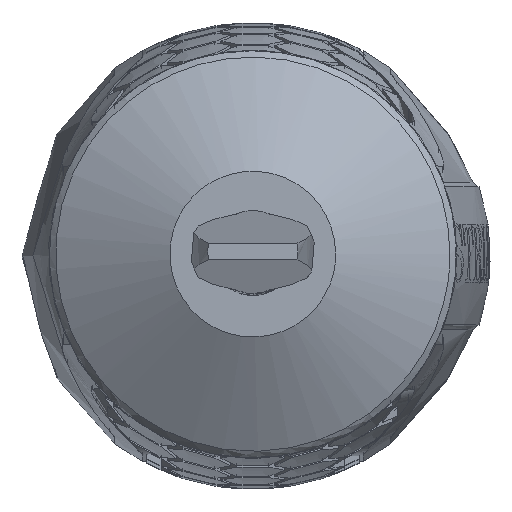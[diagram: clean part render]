
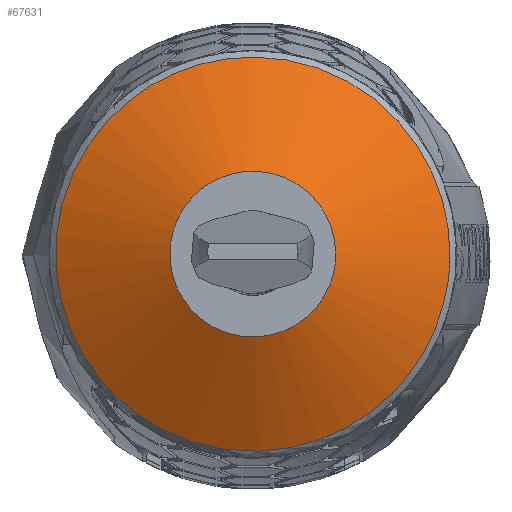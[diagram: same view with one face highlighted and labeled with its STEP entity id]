
A CAD part, top view. The second image highlights one B-rep face of the part: STEP entity #67631.
In plain terms, the highlighted free-form (B-spline) face has degree [2, 1] with [9, 2] control points.
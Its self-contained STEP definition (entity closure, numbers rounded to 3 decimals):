
#67337 = VERTEX_POINT('',#67338);
#67338 = CARTESIAN_POINT('',(-13.927,-15.058,
    -6.603));
#67348 = EDGE_CURVE('',#67349,#67337,#67351,.T.);
#67349 = VERTEX_POINT('',#67350);
#67350 = CARTESIAN_POINT('',(20.511,0.,-6.603));
#67351 = ( BOUNDED_CURVE() B_SPLINE_CURVE(2,(#67352,#67353,#67354,#67355
,#67356),.UNSPECIFIED.,.F.,.F.) B_SPLINE_CURVE_WITH_KNOTS((3,2,3),(0.,
1.983,3.966),.PIECEWISE_BEZIER_KNOTS.) CURVE() 
GEOMETRIC_REPRESENTATION_ITEM() RATIONAL_B_SPLINE_CURVE((1.,
0.547,1.,0.547,1.)) REPRESENTATION_ITEM('') );
#67352 = CARTESIAN_POINT('',(20.511,0.,-6.603));
#67353 = CARTESIAN_POINT('',(20.511,31.355,
    -6.603));
#67354 = CARTESIAN_POINT('',(-8.217,18.793,
    -6.603));
#67355 = CARTESIAN_POINT('',(-36.946,6.232,
    -6.603));
#67356 = CARTESIAN_POINT('',(-13.927,-15.058,
    -6.603));
#67358 = EDGE_CURVE('',#67337,#67349,#67359,.T.);
#67359 = ( BOUNDED_CURVE() B_SPLINE_CURVE(2,(#67360,#67361,#67362),
.UNSPECIFIED.,.F.,.F.) B_SPLINE_CURVE_WITH_KNOTS((3,3),(3.966,
6.283),.PIECEWISE_BEZIER_KNOTS.) CURVE() 
GEOMETRIC_REPRESENTATION_ITEM() RATIONAL_B_SPLINE_CURVE((1.,
0.401,1.)) REPRESENTATION_ITEM('') );
#67360 = CARTESIAN_POINT('',(-13.927,-15.058,
    -6.603));
#67361 = CARTESIAN_POINT('',(20.511,-46.911,
    -6.603));
#67362 = CARTESIAN_POINT('',(20.511,0.,
    -6.603));
#67631 = ADVANCED_FACE('',(#67632),#67654,.T.);
#67632 = FACE_BOUND('',#67633,.T.);
#67633 = EDGE_LOOP('',(#67634,#67635,#67636,#67643,#67653));
#67634 = ORIENTED_EDGE('',*,*,#67348,.T.);
#67635 = ORIENTED_EDGE('',*,*,#67358,.T.);
#67636 = ORIENTED_EDGE('',*,*,#67637,.F.);
#67637 = EDGE_CURVE('',#67638,#67349,#67640,.T.);
#67638 = VERTEX_POINT('',#67639);
#67639 = CARTESIAN_POINT('',(8.626,0.,0.));
#67640 = B_SPLINE_CURVE_WITH_KNOTS('',1,(#67641,#67642),.UNSPECIFIED.,
  .F.,.F.,(2,2),(-10.296,-0.839),
  .PIECEWISE_BEZIER_KNOTS.);
#67641 = CARTESIAN_POINT('',(8.626,0.,
    0.));
#67642 = CARTESIAN_POINT('',(20.511,0.,
    -6.603));
#67643 = ORIENTED_EDGE('',*,*,#67644,.F.);
#67644 = EDGE_CURVE('',#67638,#67638,#67645,.T.);
#67645 = ( BOUNDED_CURVE() B_SPLINE_CURVE(2,(#67646,#67647,#67648,#67649
    ,#67650,#67651,#67652),.UNSPECIFIED.,.T.,.F.) 
B_SPLINE_CURVE_WITH_KNOTS((1,2,2,2,2,1),(-2.094,0.,
    2.094,4.189,6.283,8.378),
.UNSPECIFIED.) CURVE() GEOMETRIC_REPRESENTATION_ITEM() 
RATIONAL_B_SPLINE_CURVE((1.,0.5,1.,0.5,1.,0.5,1.)) REPRESENTATION_ITEM(
  '') );
#67646 = CARTESIAN_POINT('',(8.626,0.,0.));
#67647 = CARTESIAN_POINT('',(8.626,14.942,0.));
#67648 = CARTESIAN_POINT('',(-4.313,7.471,0.));
#67649 = CARTESIAN_POINT('',(-17.253,0.,0.));
#67650 = CARTESIAN_POINT('',(-4.313,-7.471,0.));
#67651 = CARTESIAN_POINT('',(8.626,-14.942,0.));
#67652 = CARTESIAN_POINT('',(8.626,0.,0.));
#67653 = ORIENTED_EDGE('',*,*,#67637,.T.);
#67654 = ( BOUNDED_SURFACE() B_SPLINE_SURFACE(2,1,(
    (#67655,#67656)
    ,(#67657,#67658)
    ,(#67659,#67660)
    ,(#67661,#67662)
    ,(#67663,#67664)
    ,(#67665,#67666)
    ,(#67667,#67668)
    ,(#67669,#67670)
    ,(#67671,#67672
)),.UNSPECIFIED.,.T.,.F.,.F.) B_SPLINE_SURFACE_WITH_KNOTS((3,2,2,2,3),(2
    ,2),(3.142,4.189,6.283,8.378,
    9.425),(-10.296,-0.839),.UNSPECIFIED.) 
GEOMETRIC_REPRESENTATION_ITEM() RATIONAL_B_SPLINE_SURFACE((
    (0.75,0.75)
    ,(0.75,0.75)
    ,(1.,1.)
    ,(0.5,0.5)
    ,(1.,1.)
    ,(0.5,0.5)
    ,(1.,1.)
    ,(0.75,0.75)
,(0.75,0.75))) REPRESENTATION_ITEM('') SURFACE() );
#67655 = CARTESIAN_POINT('',(8.626,0.,0.));
#67656 = CARTESIAN_POINT('',(20.511,0.,
    -6.603));
#67657 = CARTESIAN_POINT('',(8.626,-4.981,
    0.));
#67658 = CARTESIAN_POINT('',(20.511,-11.842,
    -6.603));
#67659 = CARTESIAN_POINT('',(4.313,-7.471,
    0.));
#67660 = CARTESIAN_POINT('',(10.256,-17.763,
    -6.603));
#67661 = CARTESIAN_POINT('',(-8.626,-14.942,
    0.));
#67662 = CARTESIAN_POINT('',(-20.511,-35.527,
    -6.603));
#67663 = CARTESIAN_POINT('',(-8.626,0.,0.));
#67664 = CARTESIAN_POINT('',(-20.511,0.,-6.603));
#67665 = CARTESIAN_POINT('',(-8.626,14.942,
    0.));
#67666 = CARTESIAN_POINT('',(-20.511,35.527,
    -6.603));
#67667 = CARTESIAN_POINT('',(4.313,7.471,
    0.));
#67668 = CARTESIAN_POINT('',(10.256,17.763,
    -6.603));
#67669 = CARTESIAN_POINT('',(8.626,4.981,
    0.));
#67670 = CARTESIAN_POINT('',(20.511,11.842,
    -6.603));
#67671 = CARTESIAN_POINT('',(8.626,0.,0.));
#67672 = CARTESIAN_POINT('',(20.511,0.,
    -6.603));
